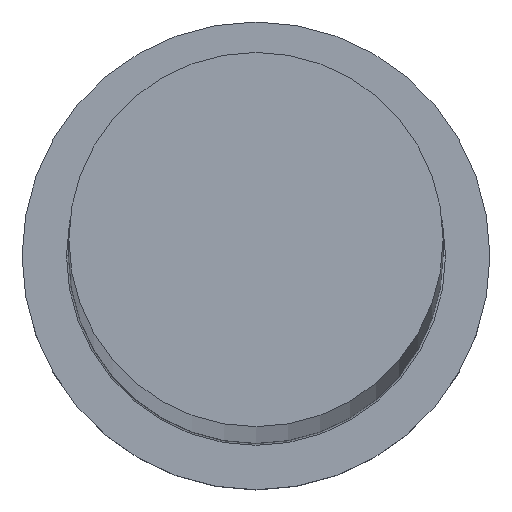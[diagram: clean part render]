
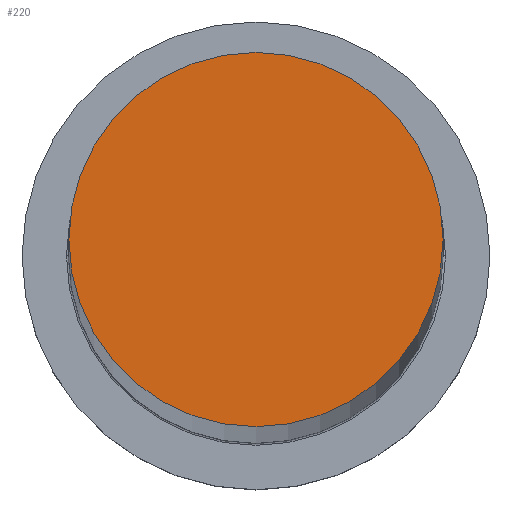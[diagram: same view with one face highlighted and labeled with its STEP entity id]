
A CAD part, top view. The second image highlights one B-rep face of the part: STEP entity #220.
In plain terms, the highlighted planar face has unit normal (0, 0, 1).
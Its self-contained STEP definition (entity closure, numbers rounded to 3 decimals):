
#2 = CARTESIAN_POINT ( 'NONE',  ( 0., 0., 810. ) ) ;
#32 = CARTESIAN_POINT ( 'NONE',  ( 0., 0., 810. ) ) ;
#40 = DIRECTION ( 'NONE',  ( 0., 0., 1. ) ) ;
#79 = DIRECTION ( 'NONE',  ( 0., 0., 1. ) ) ;
#93 = CIRCLE ( 'NONE', #211, 16. ) ;
#94 = CARTESIAN_POINT ( 'NONE',  ( 16., 0., 810. ) ) ;
#98 = ORIENTED_EDGE ( 'NONE', *, *, #102, .T. ) ;
#102 = EDGE_CURVE ( 'NONE', #242, #150, #269, .T. ) ;
#103 = AXIS2_PLACEMENT_3D ( 'NONE', #2, #79, #225 ) ;
#114 = PLANE ( 'NONE',  #167 ) ;
#150 = VERTEX_POINT ( 'NONE', #94 ) ;
#159 = FACE_OUTER_BOUND ( 'NONE', #276, .T. ) ;
#167 = AXIS2_PLACEMENT_3D ( 'NONE', #251, #40, #179 ) ;
#179 = DIRECTION ( 'NONE',  ( 1., 0., 0. ) ) ;
#202 = CARTESIAN_POINT ( 'NONE',  ( -16., 0., 810. ) ) ;
#211 = AXIS2_PLACEMENT_3D ( 'NONE', #32, #296, #270 ) ;
#220 = ADVANCED_FACE ( 'NONE', ( #159 ), #114, .T. ) ;
#223 = ORIENTED_EDGE ( 'NONE', *, *, #307, .T. ) ;
#225 = DIRECTION ( 'NONE',  ( 1., 0., 0. ) ) ;
#242 = VERTEX_POINT ( 'NONE', #202 ) ;
#251 = CARTESIAN_POINT ( 'NONE',  ( 0., 0., 810. ) ) ;
#269 = CIRCLE ( 'NONE', #103, 16. ) ;
#270 = DIRECTION ( 'NONE',  ( 1., 0., 0. ) ) ;
#276 = EDGE_LOOP ( 'NONE', ( #98, #223 ) ) ;
#296 = DIRECTION ( 'NONE',  ( 0., 0., 1. ) ) ;
#307 = EDGE_CURVE ( 'NONE', #150, #242, #93, .T. ) ;
